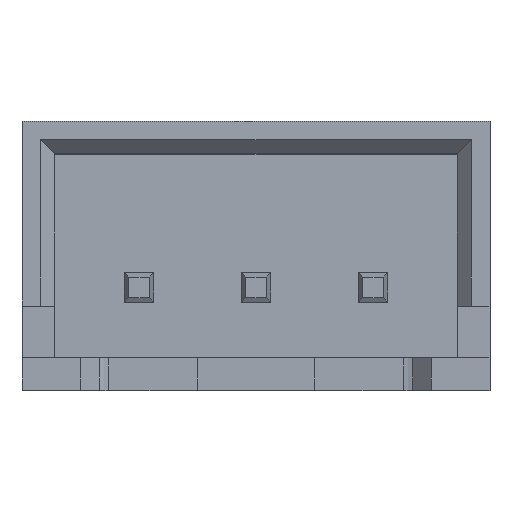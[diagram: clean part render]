
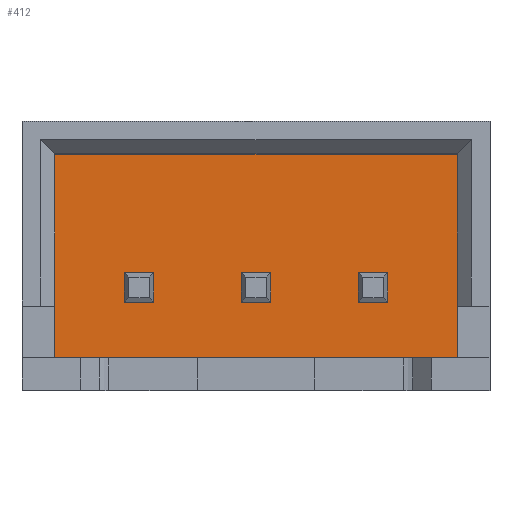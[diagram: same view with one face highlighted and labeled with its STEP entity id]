
A CAD part, top view. The second image highlights one B-rep face of the part: STEP entity #412.
In plain terms, the highlighted planar face has unit normal (0, 0, 1).
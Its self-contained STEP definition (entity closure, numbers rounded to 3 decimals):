
#39 = ORIENTED_EDGE ( 'NONE', *, *, #1526, .F. ) ;
#109 = VERTEX_POINT ( 'NONE', #2088 ) ;
#154 = EDGE_LOOP ( 'NONE', ( #1800, #3178, #3312, #1313 ) ) ;
#164 = LINE ( 'NONE', #1266, #1372 ) ;
#175 = EDGE_CURVE ( 'NONE', #3082, #1799, #1341, .T. ) ;
#281 = CARTESIAN_POINT ( 'NONE',  ( 2.82, -0.32, 2. ) ) ;
#292 = CARTESIAN_POINT ( 'NONE',  ( -0.32, -0.32, 2. ) ) ;
#308 = EDGE_CURVE ( 'NONE', #857, #2715, #1530, .T. ) ;
#311 = LINE ( 'NONE', #2493, #1898 ) ;
#314 = CARTESIAN_POINT ( 'NONE',  ( -0.32, 0.32, 2. ) ) ;
#386 = VERTEX_POINT ( 'NONE', #3464 ) ;
#412 = ADVANCED_FACE ( 'NONE', ( #516, #2937, #2957, #3492 ), #2688, .T. ) ;
#453 = CARTESIAN_POINT ( 'NONE',  ( 4.68, 0., 2. ) ) ;
#479 = CARTESIAN_POINT ( 'NONE',  ( 5.32, -0.32, 2. ) ) ;
#485 = ORIENTED_EDGE ( 'NONE', *, *, #1028, .T. ) ;
#486 = EDGE_CURVE ( 'NONE', #1258, #1799, #311, .T. ) ;
#490 = EDGE_CURVE ( 'NONE', #2715, #2758, #2508, .T. ) ;
#516 = FACE_BOUND ( 'NONE', #154, .T. ) ;
#560 = VECTOR ( 'NONE', #1603, 1000. ) ;
#594 = DIRECTION ( 'NONE',  ( 1., 0., 0. ) ) ;
#611 = ORIENTED_EDGE ( 'NONE', *, *, #1118, .F. ) ;
#613 = CARTESIAN_POINT ( 'NONE',  ( 2.82, 0.32, 2. ) ) ;
#623 = VECTOR ( 'NONE', #1023, 1000. ) ;
#636 = VECTOR ( 'NONE', #1412, 1000. ) ;
#669 = EDGE_CURVE ( 'NONE', #109, #2209, #2966, .T. ) ;
#679 = LINE ( 'NONE', #3168, #3454 ) ;
#688 = LINE ( 'NONE', #741, #1277 ) ;
#741 = CARTESIAN_POINT ( 'NONE',  ( 2.18, 0., 2. ) ) ;
#792 = EDGE_LOOP ( 'NONE', ( #2668, #1883, #611, #2949 ) ) ;
#811 = LINE ( 'NONE', #2507, #636 ) ;
#857 = VERTEX_POINT ( 'NONE', #1109 ) ;
#861 = VECTOR ( 'NONE', #2236, 1000. ) ;
#892 = CARTESIAN_POINT ( 'NONE',  ( 5.32, -0.32, 2. ) ) ;
#963 = CARTESIAN_POINT ( 'NONE',  ( 4.68, 0.32, 2. ) ) ;
#991 = CARTESIAN_POINT ( 'NONE',  ( 2.18, -0.32, 2. ) ) ;
#1023 = DIRECTION ( 'NONE',  ( 1., 0., 0. ) ) ;
#1025 = VECTOR ( 'NONE', #2698, 1000. ) ;
#1028 = EDGE_CURVE ( 'NONE', #1378, #2998, #2397, .T. ) ;
#1053 = CARTESIAN_POINT ( 'NONE',  ( -0.32, 0., 2. ) ) ;
#1109 = CARTESIAN_POINT ( 'NONE',  ( 2.18, -0.32, 2. ) ) ;
#1118 = EDGE_CURVE ( 'NONE', #3548, #2502, #1402, .T. ) ;
#1134 = CARTESIAN_POINT ( 'NONE',  ( 2.82, -0.32, 2. ) ) ;
#1258 = VERTEX_POINT ( 'NONE', #2002 ) ;
#1266 = CARTESIAN_POINT ( 'NONE',  ( 2.82, 0.32, 2. ) ) ;
#1277 = VECTOR ( 'NONE', #1569, 1000. ) ;
#1296 = EDGE_CURVE ( 'NONE', #857, #386, #688, .T. ) ;
#1313 = ORIENTED_EDGE ( 'NONE', *, *, #2155, .F. ) ;
#1341 = LINE ( 'NONE', #1053, #1025 ) ;
#1371 = VECTOR ( 'NONE', #594, 1000. ) ;
#1372 = VECTOR ( 'NONE', #3462, 1000. ) ;
#1378 = VERTEX_POINT ( 'NONE', #2323 ) ;
#1387 = VECTOR ( 'NONE', #3510, 1000. ) ;
#1402 = LINE ( 'NONE', #2193, #1567 ) ;
#1412 = DIRECTION ( 'NONE',  ( 0., 1., 0. ) ) ;
#1432 = EDGE_CURVE ( 'NONE', #2209, #1378, #2914, .T. ) ;
#1460 = EDGE_CURVE ( 'NONE', #3531, #3156, #2935, .T. ) ;
#1472 = CARTESIAN_POINT ( 'NONE',  ( 4.68, -0.32, 2. ) ) ;
#1526 = EDGE_CURVE ( 'NONE', #2758, #386, #164, .T. ) ;
#1530 = LINE ( 'NONE', #991, #1371 ) ;
#1567 = VECTOR ( 'NONE', #2171, 1000. ) ;
#1569 = DIRECTION ( 'NONE',  ( 0., 1., 0. ) ) ;
#1592 = DIRECTION ( 'NONE',  ( 1., 0., 0. ) ) ;
#1603 = DIRECTION ( 'NONE',  ( -1., 0., 0. ) ) ;
#1609 = CARTESIAN_POINT ( 'NONE',  ( 6.8, -1.5, 2. ) ) ;
#1662 = ORIENTED_EDGE ( 'NONE', *, *, #1432, .T. ) ;
#1667 = CARTESIAN_POINT ( 'NONE',  ( 0.32, -0.32, 2. ) ) ;
#1799 = VERTEX_POINT ( 'NONE', #314 ) ;
#1800 = ORIENTED_EDGE ( 'NONE', *, *, #3375, .F. ) ;
#1806 = VECTOR ( 'NONE', #2669, 1000. ) ;
#1856 = VERTEX_POINT ( 'NONE', #1667 ) ;
#1866 = LINE ( 'NONE', #2968, #2374 ) ;
#1879 = CARTESIAN_POINT ( 'NONE',  ( 4.68, -0.32, 2. ) ) ;
#1882 = LINE ( 'NONE', #453, #3043 ) ;
#1883 = ORIENTED_EDGE ( 'NONE', *, *, #2040, .T. ) ;
#1887 = DIRECTION ( 'NONE',  ( 1., 0., 0. ) ) ;
#1898 = VECTOR ( 'NONE', #3091, 1000. ) ;
#1964 = VECTOR ( 'NONE', #1887, 1000. ) ;
#2002 = CARTESIAN_POINT ( 'NONE',  ( 0.32, 0.32, 2. ) ) ;
#2040 = EDGE_CURVE ( 'NONE', #3531, #2502, #1882, .T. ) ;
#2088 = CARTESIAN_POINT ( 'NONE',  ( 6.8, 2.85, 2. ) ) ;
#2155 = EDGE_CURVE ( 'NONE', #1856, #1258, #679, .T. ) ;
#2171 = DIRECTION ( 'NONE',  ( -1., 0., 0. ) ) ;
#2187 = ORIENTED_EDGE ( 'NONE', *, *, #490, .F. ) ;
#2193 = CARTESIAN_POINT ( 'NONE',  ( 5.32, 0.32, 2. ) ) ;
#2209 = VERTEX_POINT ( 'NONE', #2566 ) ;
#2218 = CARTESIAN_POINT ( 'NONE',  ( 5.32, 0.32, 2. ) ) ;
#2236 = DIRECTION ( 'NONE',  ( 0., 1., 0. ) ) ;
#2264 = ORIENTED_EDGE ( 'NONE', *, *, #308, .F. ) ;
#2291 = DIRECTION ( 'NONE',  ( 0., 1., 0. ) ) ;
#2305 = EDGE_CURVE ( 'NONE', #2998, #109, #811, .T. ) ;
#2323 = CARTESIAN_POINT ( 'NONE',  ( -1.8, -1.5, 2. ) ) ;
#2374 = VECTOR ( 'NONE', #1592, 1000. ) ;
#2397 = LINE ( 'NONE', #3500, #1964 ) ;
#2437 = DIRECTION ( 'NONE',  ( 1., 0., 0. ) ) ;
#2493 = CARTESIAN_POINT ( 'NONE',  ( 0.32, 0.32, 2. ) ) ;
#2502 = VERTEX_POINT ( 'NONE', #963 ) ;
#2507 = CARTESIAN_POINT ( 'NONE',  ( 6.8, 0., 2. ) ) ;
#2508 = LINE ( 'NONE', #1134, #861 ) ;
#2566 = CARTESIAN_POINT ( 'NONE',  ( -1.8, 2.85, 2. ) ) ;
#2640 = ORIENTED_EDGE ( 'NONE', *, *, #669, .T. ) ;
#2668 = ORIENTED_EDGE ( 'NONE', *, *, #1460, .F. ) ;
#2669 = DIRECTION ( 'NONE',  ( 0., 1., 0. ) ) ;
#2671 = DIRECTION ( 'NONE',  ( 0., 0., 1. ) ) ;
#2688 = PLANE ( 'NONE',  #3554 ) ;
#2698 = DIRECTION ( 'NONE',  ( 0., 1., 0. ) ) ;
#2704 = CARTESIAN_POINT ( 'NONE',  ( 0., 2.85, 2. ) ) ;
#2715 = VERTEX_POINT ( 'NONE', #281 ) ;
#2758 = VERTEX_POINT ( 'NONE', #613 ) ;
#2804 = ORIENTED_EDGE ( 'NONE', *, *, #1296, .T. ) ;
#2914 = LINE ( 'NONE', #3184, #1387 ) ;
#2935 = LINE ( 'NONE', #1879, #623 ) ;
#2937 = FACE_BOUND ( 'NONE', #792, .T. ) ;
#2949 = ORIENTED_EDGE ( 'NONE', *, *, #3422, .F. ) ;
#2957 = FACE_BOUND ( 'NONE', #3078, .T. ) ;
#2966 = LINE ( 'NONE', #2704, #560 ) ;
#2968 = CARTESIAN_POINT ( 'NONE',  ( -0.32, -0.32, 2. ) ) ;
#2973 = DIRECTION ( 'NONE',  ( 0., 1., 0. ) ) ;
#2998 = VERTEX_POINT ( 'NONE', #1609 ) ;
#3006 = LINE ( 'NONE', #479, #1806 ) ;
#3012 = ORIENTED_EDGE ( 'NONE', *, *, #2305, .T. ) ;
#3043 = VECTOR ( 'NONE', #2973, 1000. ) ;
#3078 = EDGE_LOOP ( 'NONE', ( #2264, #2804, #39, #2187 ) ) ;
#3082 = VERTEX_POINT ( 'NONE', #292 ) ;
#3091 = DIRECTION ( 'NONE',  ( -1., 0., 0. ) ) ;
#3156 = VERTEX_POINT ( 'NONE', #892 ) ;
#3168 = CARTESIAN_POINT ( 'NONE',  ( 0.32, -0.32, 2. ) ) ;
#3178 = ORIENTED_EDGE ( 'NONE', *, *, #175, .T. ) ;
#3184 = CARTESIAN_POINT ( 'NONE',  ( -1.8, 0., 2. ) ) ;
#3217 = CARTESIAN_POINT ( 'NONE',  ( 0., 0., 2. ) ) ;
#3312 = ORIENTED_EDGE ( 'NONE', *, *, #486, .F. ) ;
#3375 = EDGE_CURVE ( 'NONE', #3082, #1856, #1866, .T. ) ;
#3422 = EDGE_CURVE ( 'NONE', #3156, #3548, #3006, .T. ) ;
#3454 = VECTOR ( 'NONE', #2291, 1000. ) ;
#3462 = DIRECTION ( 'NONE',  ( -1., 0., 0. ) ) ;
#3464 = CARTESIAN_POINT ( 'NONE',  ( 2.18, 0.32, 2. ) ) ;
#3492 = FACE_OUTER_BOUND ( 'NONE', #3567, .T. ) ;
#3500 = CARTESIAN_POINT ( 'NONE',  ( -1.25, -1.5, 2. ) ) ;
#3510 = DIRECTION ( 'NONE',  ( 0., -1., 0. ) ) ;
#3531 = VERTEX_POINT ( 'NONE', #1472 ) ;
#3548 = VERTEX_POINT ( 'NONE', #2218 ) ;
#3554 = AXIS2_PLACEMENT_3D ( 'NONE', #3217, #2671, #2437 ) ;
#3567 = EDGE_LOOP ( 'NONE', ( #485, #3012, #2640, #1662 ) ) ;
